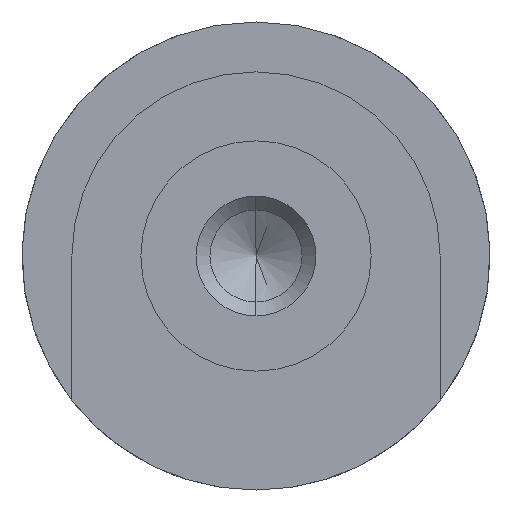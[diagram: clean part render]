
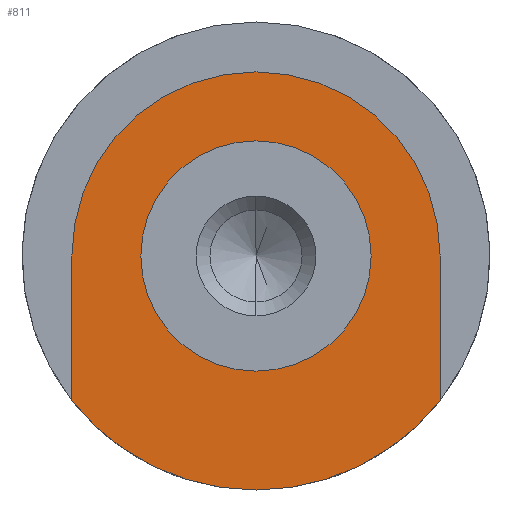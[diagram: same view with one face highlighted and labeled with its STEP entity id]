
A CAD part, left-side view. The second image highlights one B-rep face of the part: STEP entity #811.
In plain terms, the highlighted planar face has unit normal (-1, 0, 0).
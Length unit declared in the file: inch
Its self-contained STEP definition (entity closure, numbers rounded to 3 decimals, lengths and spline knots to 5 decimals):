
#7 = VECTOR ( 'NONE', #330, 39.37008 ) ;
#8 = ORIENTED_EDGE ( 'NONE', *, *, #374, .F. ) ;
#10 = EDGE_CURVE ( 'NONE', #356, #45, #670, .T. ) ;
#19 = CARTESIAN_POINT ( 'NONE',  ( 0., -0.3935, 0. ) ) ;
#25 = DIRECTION ( 'NONE',  ( 1., 0., 0. ) ) ;
#32 = AXIS2_PLACEMENT_3D ( 'NONE', #351, #683, #255 ) ;
#35 = ORIENTED_EDGE ( 'NONE', *, *, #827, .T. ) ;
#45 = VERTEX_POINT ( 'NONE', #819 ) ;
#57 = EDGE_CURVE ( 'NONE', #983, #45, #426, .T. ) ;
#67 = DIRECTION ( 'NONE',  ( 0., -1., 0. ) ) ;
#89 = DIRECTION ( 'NONE',  ( -1., 0., 0. ) ) ;
#113 = ORIENTED_EDGE ( 'NONE', *, *, #466, .F. ) ;
#136 = AXIS2_PLACEMENT_3D ( 'NONE', #891, #751, #835 ) ;
#150 = CARTESIAN_POINT ( 'NONE',  ( 0., 0., 0. ) ) ;
#155 = DIRECTION ( 'NONE',  ( 0., 0., -1. ) ) ;
#159 = CARTESIAN_POINT ( 'NONE',  ( 0., 0.3935, 0. ) ) ;
#171 = CIRCLE ( 'NONE', #949, 0.246 ) ;
#233 = CIRCLE ( 'NONE', #32, 0.5 ) ;
#243 = AXIS2_PLACEMENT_3D ( 'NONE', #884, #565, #740 ) ;
#255 = DIRECTION ( 'NONE',  ( 0., 0., 1. ) ) ;
#256 = CARTESIAN_POINT ( 'NONE',  ( 0., 0., 0. ) ) ;
#299 = ORIENTED_EDGE ( 'NONE', *, *, #57, .T. ) ;
#305 = VERTEX_POINT ( 'NONE', #634 ) ;
#330 = DIRECTION ( 'NONE',  ( 0., 0., -1. ) ) ;
#351 = CARTESIAN_POINT ( 'NONE',  ( 0., 0., 0. ) ) ;
#355 = EDGE_CURVE ( 'NONE', #898, #305, #873, .T. ) ;
#356 = VERTEX_POINT ( 'NONE', #858 ) ;
#362 = EDGE_LOOP ( 'NONE', ( #8, #113 ) ) ;
#374 = EDGE_CURVE ( 'NONE', #724, #905, #171, .T. ) ;
#426 = CIRCLE ( 'NONE', #243, 0.5 ) ;
#436 = FACE_BOUND ( 'NONE', #362, .T. ) ;
#466 = EDGE_CURVE ( 'NONE', #905, #724, #785, .T. ) ;
#491 = DIRECTION ( 'NONE',  ( 0., -1., 0. ) ) ;
#565 = DIRECTION ( 'NONE',  ( -1., 0., 0. ) ) ;
#577 = ORIENTED_EDGE ( 'NONE', *, *, #355, .T. ) ;
#584 = AXIS2_PLACEMENT_3D ( 'NONE', #736, #25, #906 ) ;
#585 = FACE_OUTER_BOUND ( 'NONE', #885, .T. ) ;
#634 = CARTESIAN_POINT ( 'NONE',  ( 0., 0.3935, -0.30848 ) ) ;
#670 = LINE ( 'NONE', #19, #7 ) ;
#683 = DIRECTION ( 'NONE',  ( -1., 0., 0. ) ) ;
#724 = VERTEX_POINT ( 'NONE', #793 ) ;
#736 = CARTESIAN_POINT ( 'NONE',  ( 0., 0.5, 0. ) ) ;
#740 = DIRECTION ( 'NONE',  ( 0., 0., 1. ) ) ;
#751 = DIRECTION ( 'NONE',  ( -1., 0., 0. ) ) ;
#785 = CIRCLE ( 'NONE', #1013, 0.246 ) ;
#793 = CARTESIAN_POINT ( 'NONE',  ( 0., 0.246, 0. ) ) ;
#811 = ADVANCED_FACE ( 'NONE', ( #436, #585 ), #825, .F. ) ;
#819 = CARTESIAN_POINT ( 'NONE',  ( 0., -0.3935, -0.30848 ) ) ;
#822 = VECTOR ( 'NONE', #155, 39.37008 ) ;
#825 = PLANE ( 'NONE',  #584 ) ;
#827 = EDGE_CURVE ( 'NONE', #356, #898, #833, .T. ) ;
#833 = CIRCLE ( 'NONE', #136, 0.3935 ) ;
#835 = DIRECTION ( 'NONE',  ( 0., -1., 0. ) ) ;
#858 = CARTESIAN_POINT ( 'NONE',  ( 0., -0.3935, 0. ) ) ;
#873 = LINE ( 'NONE', #159, #822 ) ;
#878 = ORIENTED_EDGE ( 'NONE', *, *, #914, .T. ) ;
#884 = CARTESIAN_POINT ( 'NONE',  ( 0., 0., 0. ) ) ;
#885 = EDGE_LOOP ( 'NONE', ( #577, #878, #299, #971, #35 ) ) ;
#891 = CARTESIAN_POINT ( 'NONE',  ( 0., 0., 0. ) ) ;
#898 = VERTEX_POINT ( 'NONE', #984 ) ;
#905 = VERTEX_POINT ( 'NONE', #988 ) ;
#906 = DIRECTION ( 'NONE',  ( 0., 0., -1. ) ) ;
#914 = EDGE_CURVE ( 'NONE', #305, #983, #233, .T. ) ;
#929 = CARTESIAN_POINT ( 'NONE',  ( 0., 0., -0.5 ) ) ;
#949 = AXIS2_PLACEMENT_3D ( 'NONE', #150, #952, #67 ) ;
#952 = DIRECTION ( 'NONE',  ( -1., 0., 0. ) ) ;
#971 = ORIENTED_EDGE ( 'NONE', *, *, #10, .F. ) ;
#983 = VERTEX_POINT ( 'NONE', #929 ) ;
#984 = CARTESIAN_POINT ( 'NONE',  ( 0., 0.3935, 0. ) ) ;
#988 = CARTESIAN_POINT ( 'NONE',  ( 0., -0.246, 0. ) ) ;
#1013 = AXIS2_PLACEMENT_3D ( 'NONE', #256, #89, #491 ) ;
